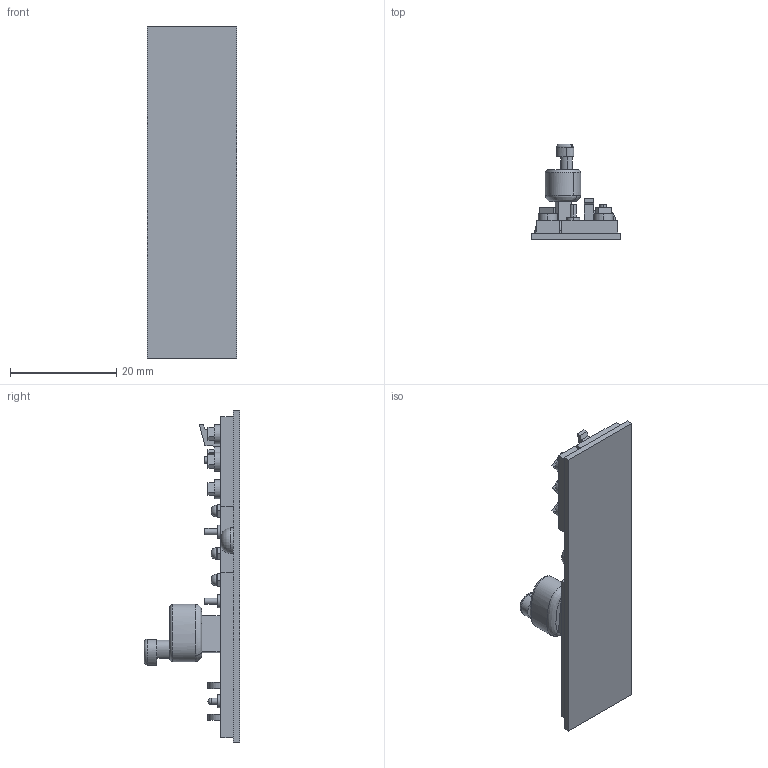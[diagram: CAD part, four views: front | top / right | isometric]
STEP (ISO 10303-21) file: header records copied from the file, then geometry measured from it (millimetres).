
FILE_DESCRIPTION (( 'STEP AP214' ), '1' );
FILE_NAME ('酘耜紱軝怢.STEP', '2023-06-18T09:27:06', ( '' ), ( '' ), 'SwSTEP 2.0', 'SolidWorks 2018', '' );
FILE_SCHEMA (( 'AUTOMOTIVE_DESIGN' ));
Length unit declared in the file: millimetre
Products named in the file (1): 酘耜紱軝怢
Bounding box: 16.8 x 18 x 62.4 mm (x, y, z)
Volume: 3243 mm3; surface area: 3823.7 mm2
Topology: 1 solids, 1 shells, 194 faces, 457 edges, 297 vertices
Faces by surface type: plane 121, cylinder 47, bspline 14, torus 10, sphere 2
Entity records: 8664 total; most frequent: CARTESIAN_POINT 3048, ORIENTED_EDGE 902, DIRECTION 897, EDGE_CURVE 451, AXIS2_PLACEMENT_3D 299, LINE 299, VECTOR 299, VERTEX_POINT 295
